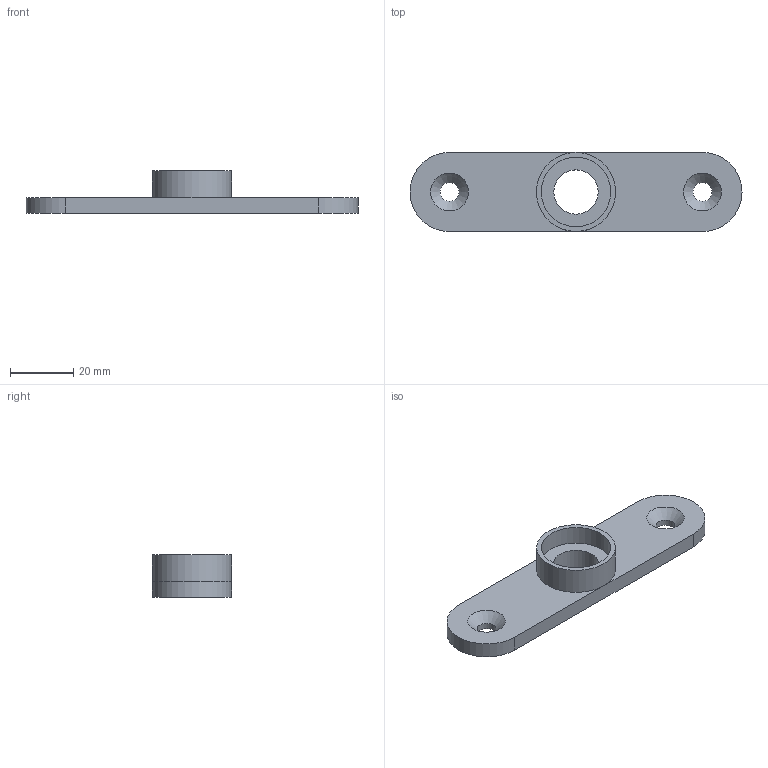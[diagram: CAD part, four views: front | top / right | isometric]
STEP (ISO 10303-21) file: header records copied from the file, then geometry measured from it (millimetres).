
FILE_DESCRIPTION(/* description */ ('','CAx-IF Rec.Pracs.---Representation and Presentation of Product Manufacturing Information (PMI)---4.0---2014-10-13'),/* implementation_level */ '2;1');
FILE_NAME(/* name */ 'MK2_T-Loc-Hinge_REV01.stp',/* time_stamp */ '2025-08-16T10:10:22+02:00',/* author */ ('Capturing Dust'),/* organization */ ('Makerr.Studio'),/* preprocessor_version */ 'ST-DEVELOPER v18.1',/* originating_system */ 'Autodesk Inventor 2021',/* authorisation */ '');
FILE_SCHEMA (('AP242_MANAGED_MODEL_BASED_3D_ENGINEERING_MIM_LF { 1 0 10303 442 1 1 4 }'));
Length unit declared in the file: millimetre
Products named in the file (1): MK2_T-Loc-Hinge_REV01
Bounding box: 105 x 25 x 13.5 mm (x, y, z)
Volume: 12522.3 mm3; surface area: 7330.1 mm2
Topology: 1 solids, 1 shells, 18 faces, 38 edges, 24 vertices
Faces by surface type: plane 8, cylinder 8, cone 2
Full cylindrical faces by diameter (mm): 6 x2, 14 x1, 20 x1, 22 x1, 25 x1
Entity records: 543 total; most frequent: DIRECTION 96, CARTESIAN_POINT 81, ORIENTED_EDGE 76, AXIS2_PLACEMENT_3D 39, EDGE_CURVE 38, EDGE_LOOP 26, VERTEX_POINT 24, CIRCLE 20
